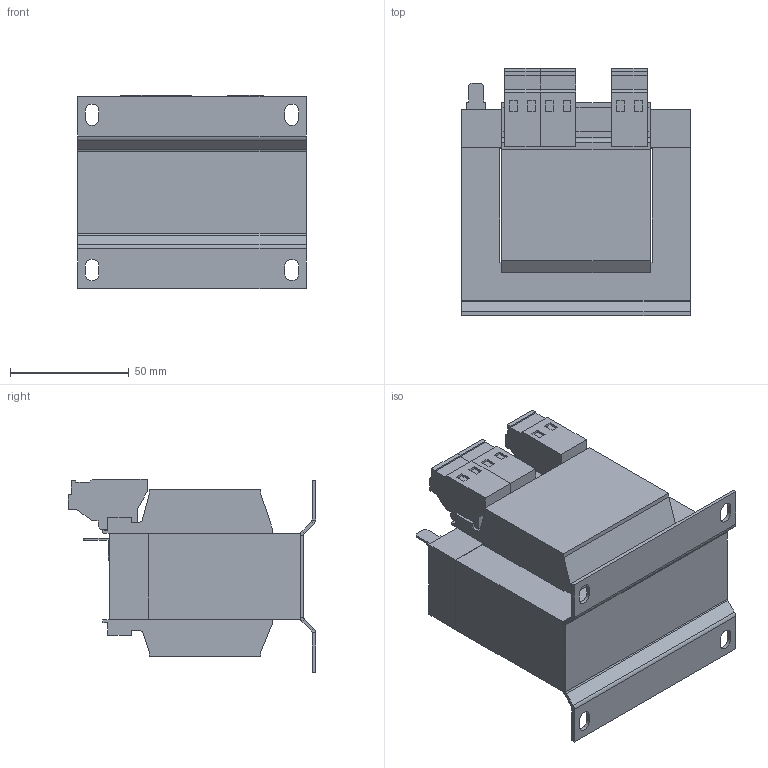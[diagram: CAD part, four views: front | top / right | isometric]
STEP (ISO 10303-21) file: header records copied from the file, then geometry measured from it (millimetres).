
FILE_DESCRIPTION (( 'STEP AP214' ), '1' );
FILE_NAME ('223477.STEP', '2023-08-23T13:54:47', ( '' ), ( '' ), 'SwSTEP 2.0', 'SolidWorks 2018', '' );
FILE_SCHEMA (( 'AUTOMOTIVE_DESIGN' ));
Length unit declared in the file: millimetre
Products named in the file (1): 223477
Bounding box: 96.05 x 104 x 81.3 mm (x, y, z)
Volume: 427987.1 mm3; surface area: 64391.5 mm2
Topology: 1 solids, 1 shells, 252 faces, 659 edges, 418 vertices
Faces by surface type: plane 222, cylinder 30
Entity records: 7609 total; most frequent: CARTESIAN_POINT 1330, ORIENTED_EDGE 1318, DIRECTION 1225, EDGE_CURVE 659, VECTOR 599, LINE 599, VERTEX_POINT 418, AXIS2_PLACEMENT_3D 313
